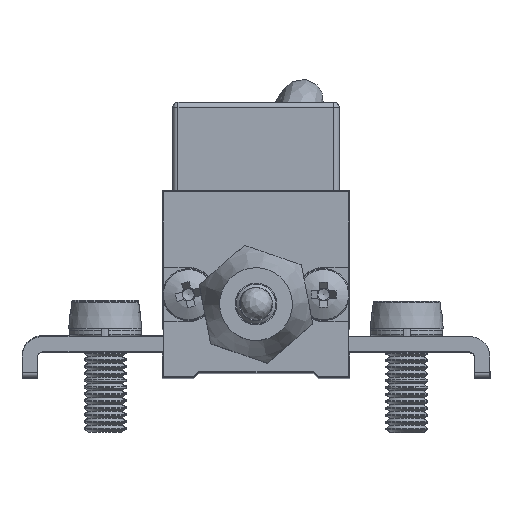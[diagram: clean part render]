
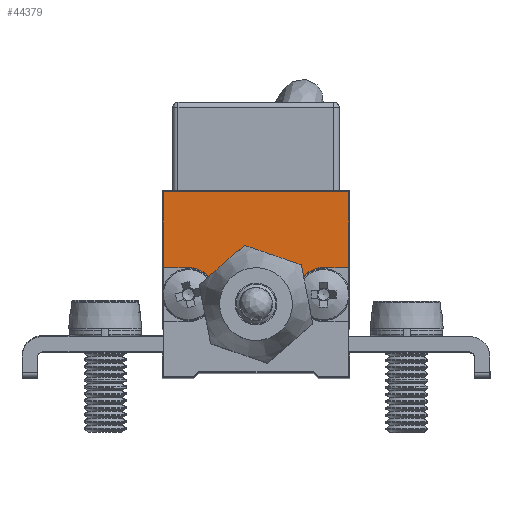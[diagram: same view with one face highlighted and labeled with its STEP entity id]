
A CAD part, top view. The second image highlights one B-rep face of the part: STEP entity #44379.
In plain terms, the highlighted planar face has unit normal (0, 0, 1).
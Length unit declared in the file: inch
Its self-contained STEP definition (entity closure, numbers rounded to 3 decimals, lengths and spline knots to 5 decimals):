
#309 = AXIS2_PLACEMENT_3D ( 'NONE', #18260, #20759, #41191 ) ;
#681 = CARTESIAN_POINT ( 'NONE',  ( 0.00394, 0.41732, 0.15748 ) ) ;
#2605 = CARTESIAN_POINT ( 'NONE',  ( 0.70472, 0.00394, 0.15748 ) ) ;
#3128 = CARTESIAN_POINT ( 'NONE',  ( 0.70472, 0.70472, 0.15748 ) ) ;
#4976 = LINE ( 'NONE', #14426, #11797 ) ;
#5355 = CARTESIAN_POINT ( 'NONE',  ( 0.61024, 0.31496, 0.15748 ) ) ;
#5937 = VERTEX_POINT ( 'NONE', #43447 ) ;
#6026 = EDGE_CURVE ( 'NONE', #5937, #34433, #16700, .T. ) ;
#6942 = AXIS2_PLACEMENT_3D ( 'NONE', #5355, #22193, #20936 ) ;
#7092 = VECTOR ( 'NONE', #41798, 39.37008 ) ;
#7103 = DIRECTION ( 'NONE',  ( -1., 0., 0. ) ) ;
#7470 = ORIENTED_EDGE ( 'NONE', *, *, #28112, .F. ) ;
#7836 = CARTESIAN_POINT ( 'NONE',  ( 0.00394, 0.00394, 0.15748 ) ) ;
#10031 = ORIENTED_EDGE ( 'NONE', *, *, #6026, .F. ) ;
#10316 = FACE_OUTER_BOUND ( 'NONE', #37532, .T. ) ;
#10465 = ORIENTED_EDGE ( 'NONE', *, *, #12765, .F. ) ;
#10566 = CARTESIAN_POINT ( 'NONE',  ( 0.00394, 0.10236, 0.15748 ) ) ;
#11381 = ORIENTED_EDGE ( 'NONE', *, *, #28618, .F. ) ;
#11533 = AXIS2_PLACEMENT_3D ( 'NONE', #21684, #35359, #7103 ) ;
#11797 = VECTOR ( 'NONE', #41828, 39.37008 ) ;
#12765 = EDGE_CURVE ( 'NONE', #30419, #24150, #4976, .T. ) ;
#13914 = VERTEX_POINT ( 'NONE', #23954 ) ;
#14426 = CARTESIAN_POINT ( 'NONE',  ( 0.61024, 0.41732, 0.15748 ) ) ;
#16049 = LINE ( 'NONE', #2605, #18394 ) ;
#16073 = CIRCLE ( 'NONE', #309, 0.10236 ) ;
#16700 = LINE ( 'NONE', #34452, #40169 ) ;
#17394 = CARTESIAN_POINT ( 'NONE',  ( 0.70472, 0.41732, 0.15748 ) ) ;
#17701 = EDGE_CURVE ( 'NONE', #13914, #22095, #42372, .T. ) ;
#17881 = CARTESIAN_POINT ( 'NONE',  ( 0.61024, 0.41732, 0.15748 ) ) ;
#18077 = ORIENTED_EDGE ( 'NONE', *, *, #30876, .F. ) ;
#18260 = CARTESIAN_POINT ( 'NONE',  ( 0.09843, 0.31496, 0.15748 ) ) ;
#18394 = VECTOR ( 'NONE', #29529, 39.37008 ) ;
#19495 = CARTESIAN_POINT ( 'NONE',  ( 0.00394, 0.70472, 0.15748 ) ) ;
#20759 = DIRECTION ( 'NONE',  ( 0., 0., 1. ) ) ;
#20936 = DIRECTION ( 'NONE',  ( -1., 0., 0. ) ) ;
#21684 = CARTESIAN_POINT ( 'NONE',  ( 0.35433, 0.27559, 0.15748 ) ) ;
#21941 = CARTESIAN_POINT ( 'NONE',  ( 0.00394, 0.70472, 0.15748 ) ) ;
#22095 = VERTEX_POINT ( 'NONE', #33087 ) ;
#22193 = DIRECTION ( 'NONE',  ( 0., 0., 1. ) ) ;
#23954 = CARTESIAN_POINT ( 'NONE',  ( 0.51453, 0.35126, 0.15748 ) ) ;
#24150 = VERTEX_POINT ( 'NONE', #17881 ) ;
#25116 = DIRECTION ( 'NONE',  ( -1., 0., 0. ) ) ;
#25563 = DIRECTION ( 'NONE',  ( 1., 0., 0. ) ) ;
#25894 = AXIS2_PLACEMENT_3D ( 'NONE', #7836, #35664, #25116 ) ;
#25947 = EDGE_CURVE ( 'NONE', #22095, #5937, #16073, .T. ) ;
#26992 = ORIENTED_EDGE ( 'NONE', *, *, #25947, .F. ) ;
#28112 = EDGE_CURVE ( 'NONE', #33279, #30419, #16049, .T. ) ;
#28618 = EDGE_CURVE ( 'NONE', #24150, #13914, #36319, .T. ) ;
#29529 = DIRECTION ( 'NONE',  ( 0., -1., 0. ) ) ;
#30419 = VERTEX_POINT ( 'NONE', #17394 ) ;
#30876 = EDGE_CURVE ( 'NONE', #36453, #33279, #36541, .T. ) ;
#33087 = CARTESIAN_POINT ( 'NONE',  ( 0.19414, 0.35126, 0.15748 ) ) ;
#33279 = VERTEX_POINT ( 'NONE', #3128 ) ;
#34433 = VERTEX_POINT ( 'NONE', #681 ) ;
#34452 = CARTESIAN_POINT ( 'NONE',  ( 0.00394, 0.41732, 0.15748 ) ) ;
#34661 = DIRECTION ( 'NONE',  ( -1., 0., 0. ) ) ;
#34800 = LINE ( 'NONE', #10566, #7092 ) ;
#35359 = DIRECTION ( 'NONE',  ( 0., 0., 1. ) ) ;
#35664 = DIRECTION ( 'NONE',  ( 0., 0., -1. ) ) ;
#35988 = EDGE_CURVE ( 'NONE', #34433, #36453, #34800, .T. ) ;
#36319 = CIRCLE ( 'NONE', #6942, 0.10236 ) ;
#36453 = VERTEX_POINT ( 'NONE', #21941 ) ;
#36541 = LINE ( 'NONE', #19495, #42404 ) ;
#37532 = EDGE_LOOP ( 'NONE', ( #10465, #7470, #18077, #43183, #10031, #26992, #42427, #11381 ) ) ;
#40169 = VECTOR ( 'NONE', #34661, 39.37008 ) ;
#41191 = DIRECTION ( 'NONE',  ( -1., 0., 0. ) ) ;
#41782 = PLANE ( 'NONE',  #25894 ) ;
#41798 = DIRECTION ( 'NONE',  ( 0., 1., 0. ) ) ;
#41828 = DIRECTION ( 'NONE',  ( -1., 0., 0. ) ) ;
#42372 = CIRCLE ( 'NONE', #11533, 0.17717 ) ;
#42404 = VECTOR ( 'NONE', #25563, 39.37008 ) ;
#42427 = ORIENTED_EDGE ( 'NONE', *, *, #17701, .F. ) ;
#43183 = ORIENTED_EDGE ( 'NONE', *, *, #35988, .F. ) ;
#43447 = CARTESIAN_POINT ( 'NONE',  ( 0.09843, 0.41732, 0.15748 ) ) ;
#44379 = ADVANCED_FACE ( 'NONE', ( #10316 ), #41782, .F. ) ;
